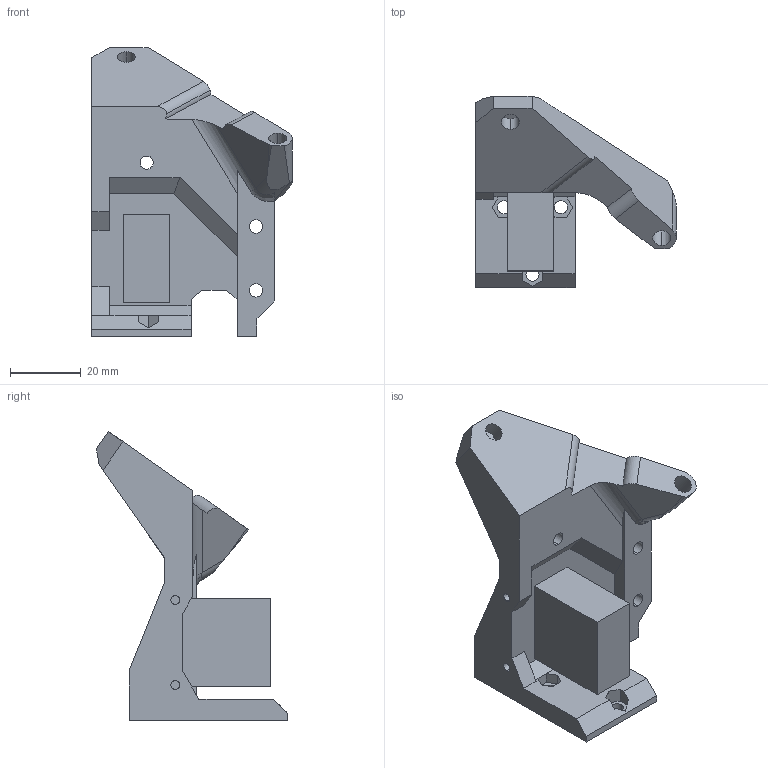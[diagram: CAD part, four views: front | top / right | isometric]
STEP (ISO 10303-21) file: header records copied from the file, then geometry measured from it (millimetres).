
FILE_DESCRIPTION (( 'STEP AP214' ), '1' );
FILE_NAME ('516 Mosquito Heat Sink Mount 50mm Fan.STEP', '2021-03-17T21:10:18', ( '' ), ( '' ), 'SwSTEP 2.0', 'SolidWorks 2019', '' );
FILE_SCHEMA (( 'AUTOMOTIVE_DESIGN' ));
Length unit declared in the file: millimetre
Products named in the file (1): 516 Mosquito Heat Sink Mount 50mm Fan
Bounding box: 56.55 x 53.94 x 81.47 mm (x, y, z)
Volume: 47304.6 mm3; surface area: 16707.8 mm2
Topology: 2 solids, 2 shells, 131 faces, 355 edges, 234 vertices
Faces by surface type: plane 94, cylinder 35, bspline 2
Entity records: 4214 total; most frequent: CARTESIAN_POINT 828, ORIENTED_EDGE 710, DIRECTION 660, EDGE_CURVE 355, LINE 272, VECTOR 272, VERTEX_POINT 234, AXIS2_PLACEMENT_3D 194
